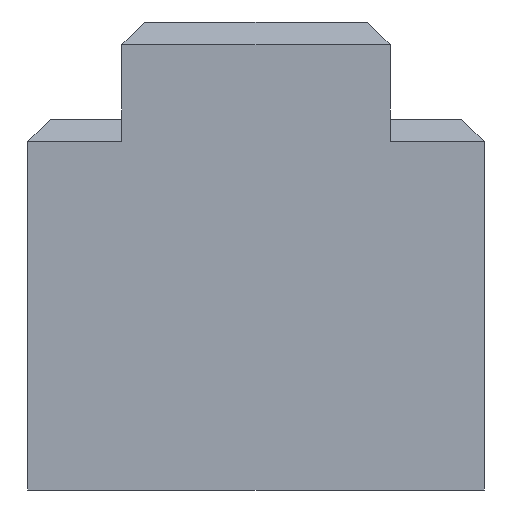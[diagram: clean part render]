
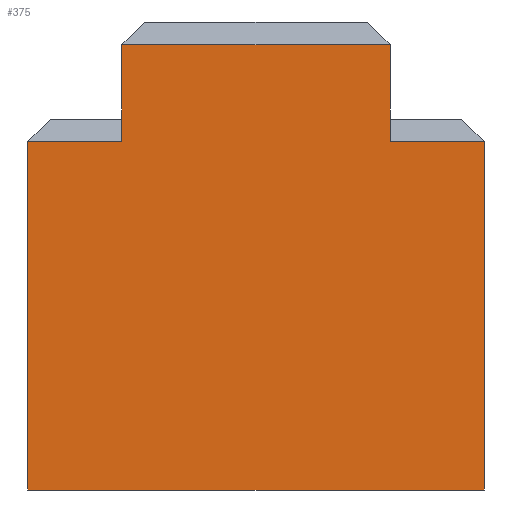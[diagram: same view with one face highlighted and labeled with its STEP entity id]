
A CAD part, front view. The second image highlights one B-rep face of the part: STEP entity #375.
In plain terms, the highlighted planar face has unit normal (0, -1, 0).
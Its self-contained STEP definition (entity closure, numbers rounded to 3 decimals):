
#109 = EDGE_CURVE('',#110,#112,#114,.T.);
#110 = VERTEX_POINT('',#111);
#111 = CARTESIAN_POINT('',(2.,-0.575,0.));
#112 = VERTEX_POINT('',#113);
#113 = CARTESIAN_POINT('',(2.,-0.575,3.05));
#114 = LINE('',#115,#116);
#115 = CARTESIAN_POINT('',(2.,-0.575,0.));
#116 = VECTOR('',#117,1.);
#117 = DIRECTION('',(0.,0.,1.));
#173 = EDGE_CURVE('',#110,#174,#176,.T.);
#174 = VERTEX_POINT('',#175);
#175 = CARTESIAN_POINT('',(-2.,-0.575,0.));
#176 = LINE('',#177,#178);
#177 = CARTESIAN_POINT('',(2.,-0.575,0.));
#178 = VECTOR('',#179,1.);
#179 = DIRECTION('',(-1.,0.,0.));
#197 = VERTEX_POINT('',#198);
#198 = CARTESIAN_POINT('',(1.175,-0.575,3.9));
#204 = EDGE_CURVE('',#205,#197,#207,.T.);
#205 = VERTEX_POINT('',#206);
#206 = CARTESIAN_POINT('',(1.175,-0.575,3.25));
#207 = LINE('',#208,#209);
#208 = CARTESIAN_POINT('',(1.175,-0.575,2.05));
#209 = VECTOR('',#210,1.);
#210 = DIRECTION('',(0.,0.,1.));
#212 = EDGE_CURVE('',#205,#213,#215,.T.);
#213 = VERTEX_POINT('',#214);
#214 = CARTESIAN_POINT('',(1.175,-0.575,3.05));
#215 = LINE('',#216,#217);
#216 = CARTESIAN_POINT('',(1.175,-0.575,2.05));
#217 = VECTOR('',#218,1.);
#218 = DIRECTION('',(0.,0.,-1.));
#246 = EDGE_CURVE('',#174,#247,#249,.T.);
#247 = VERTEX_POINT('',#248);
#248 = CARTESIAN_POINT('',(-2.,-0.575,3.05));
#249 = LINE('',#250,#251);
#250 = CARTESIAN_POINT('',(-2.,-0.575,0.));
#251 = VECTOR('',#252,1.);
#252 = DIRECTION('',(0.,0.,1.));
#332 = VERTEX_POINT('',#333);
#333 = CARTESIAN_POINT('',(-1.175,-0.575,3.9));
#339 = EDGE_CURVE('',#340,#332,#342,.T.);
#340 = VERTEX_POINT('',#341);
#341 = CARTESIAN_POINT('',(-1.175,-0.575,3.25));
#342 = LINE('',#343,#344);
#343 = CARTESIAN_POINT('',(-1.175,-0.575,2.05));
#344 = VECTOR('',#345,1.);
#345 = DIRECTION('',(0.,0.,1.));
#347 = EDGE_CURVE('',#340,#348,#350,.T.);
#348 = VERTEX_POINT('',#349);
#349 = CARTESIAN_POINT('',(-1.175,-0.575,3.05));
#350 = LINE('',#351,#352);
#351 = CARTESIAN_POINT('',(-1.175,-0.575,2.05));
#352 = VECTOR('',#353,1.);
#353 = DIRECTION('',(0.,0.,-1.));
#375 = ADVANCED_FACE('',(#376),#403,.T.);
#376 = FACE_BOUND('',#377,.T.);
#377 = EDGE_LOOP('',(#378,#379,#380,#381,#387,#388,#389,#395,#396,#397)
  );
#378 = ORIENTED_EDGE('',*,*,#246,.F.);
#379 = ORIENTED_EDGE('',*,*,#173,.F.);
#380 = ORIENTED_EDGE('',*,*,#109,.T.);
#381 = ORIENTED_EDGE('',*,*,#382,.T.);
#382 = EDGE_CURVE('',#112,#213,#383,.T.);
#383 = LINE('',#384,#385);
#384 = CARTESIAN_POINT('',(2.,-0.575,3.05));
#385 = VECTOR('',#386,1.);
#386 = DIRECTION('',(-1.,0.,0.));
#387 = ORIENTED_EDGE('',*,*,#212,.F.);
#388 = ORIENTED_EDGE('',*,*,#204,.T.);
#389 = ORIENTED_EDGE('',*,*,#390,.T.);
#390 = EDGE_CURVE('',#197,#332,#391,.T.);
#391 = LINE('',#392,#393);
#392 = CARTESIAN_POINT('',(1.175,-0.575,3.9));
#393 = VECTOR('',#394,1.);
#394 = DIRECTION('',(-1.,0.,0.));
#395 = ORIENTED_EDGE('',*,*,#339,.F.);
#396 = ORIENTED_EDGE('',*,*,#347,.T.);
#397 = ORIENTED_EDGE('',*,*,#398,.F.);
#398 = EDGE_CURVE('',#247,#348,#399,.T.);
#399 = LINE('',#400,#401);
#400 = CARTESIAN_POINT('',(-2.,-0.575,3.05));
#401 = VECTOR('',#402,1.);
#402 = DIRECTION('',(1.,0.,0.));
#403 = PLANE('',#404);
#404 = AXIS2_PLACEMENT_3D('',#405,#406,#407);
#405 = CARTESIAN_POINT('',(2.,-0.575,0.));
#406 = DIRECTION('',(0.,-1.,0.));
#407 = DIRECTION('',(-1.,0.,0.));
